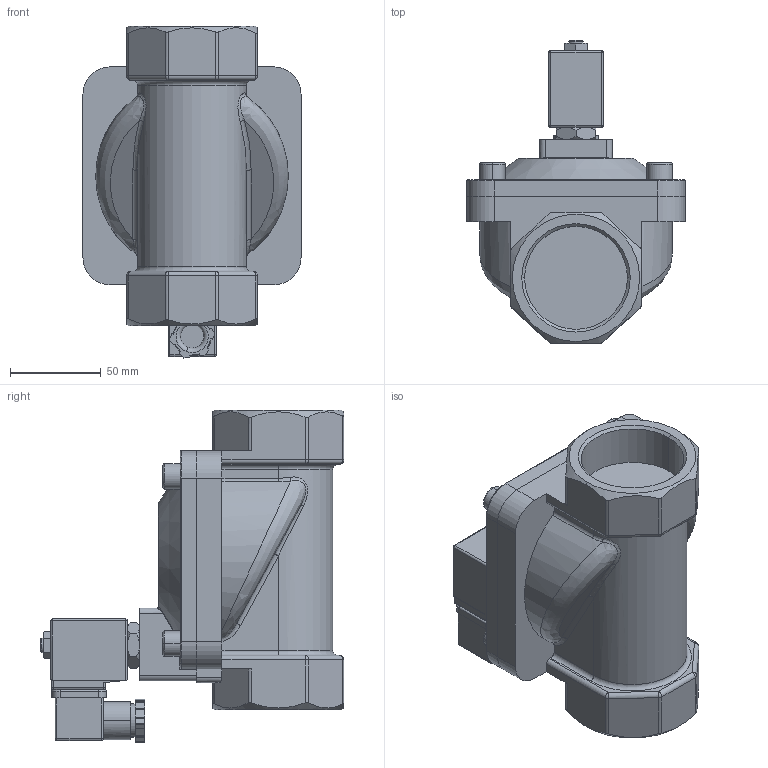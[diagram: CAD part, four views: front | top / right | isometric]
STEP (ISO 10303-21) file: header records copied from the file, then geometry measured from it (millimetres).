
FILE_DESCRIPTION (( 'STEP AP203' ), '1' );
FILE_NAME ('240 DN50.STEP', '2016-12-21T13:33:31', ( '' ), ( '' ), 'SwSTEP 2.0', 'SolidWorks 2015', '' );
FILE_SCHEMA (( 'CONFIG_CONTROL_DESIGN' ));
Length unit declared in the file: millimetre
Products named in the file (1): 240 DN50
Bounding box: 120 x 167 x 182.69 mm (x, y, z)
Volume: 1059143.4 mm3; surface area: 99243.4 mm2
Topology: 1 solids, 2 shells, 453 faces, 1118 edges, 668 vertices
Faces by surface type: plane 189, cylinder 157, cone 37, torus 25, bspline 23, sphere 22
Entity records: 14602 total; most frequent: CARTESIAN_POINT 4058, DIRECTION 2198, ORIENTED_EDGE 2196, EDGE_CURVE 1098, AXIS2_PLACEMENT_3D 810, VERTEX_POINT 668, LINE 578, VECTOR 578
